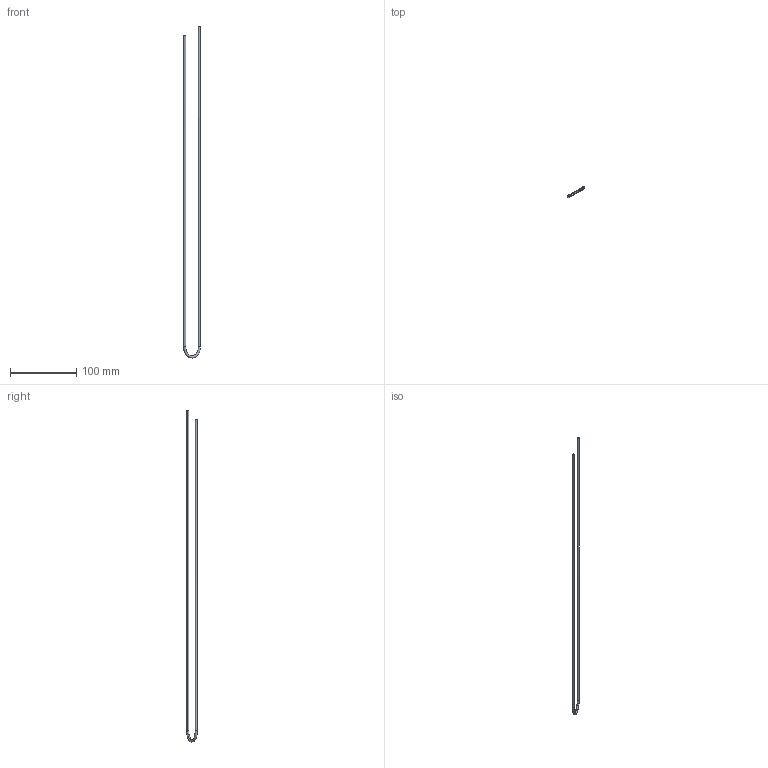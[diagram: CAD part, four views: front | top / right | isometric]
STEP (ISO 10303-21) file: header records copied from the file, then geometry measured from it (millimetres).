
FILE_DESCRIPTION(('produced by SPATIAL CORP'),'2;1');
FILE_NAME( 'capillary1.prt.hh.sat.stp', '2002-04-19T13:37:40+00:00',('SPATIAL CORP'),('SPATIAL CORP'), 'ACIS STEP Husk','http://www.spatial.com','SPATIAL CORP');
FILE_SCHEMA(('CONFIG_CONTROL_DESIGN'));
Length unit declared in the file: millimetre
Products named in the file (1): PRODUCT_ID_1
Bounding box: 25.17 x 15.88 x 500.73 mm (x, y, z)
Volume: 2326.3 mm3; surface area: 18323.6 mm2
Topology: 1 solids, 1 shells, 14 faces, 28 edges, 16 vertices
Faces by surface type: cylinder 8, bspline 4, plane 2
Entity records: 6655 total; most frequent: CARTESIAN_POINT 6310, ORIENTED_EDGE 56, DIRECTION 44, EDGE_CURVE 28, AXIS2_PLACEMENT_3D 18, VERTEX_POINT 16, EDGE_LOOP 16, FACE_BOUND 16
